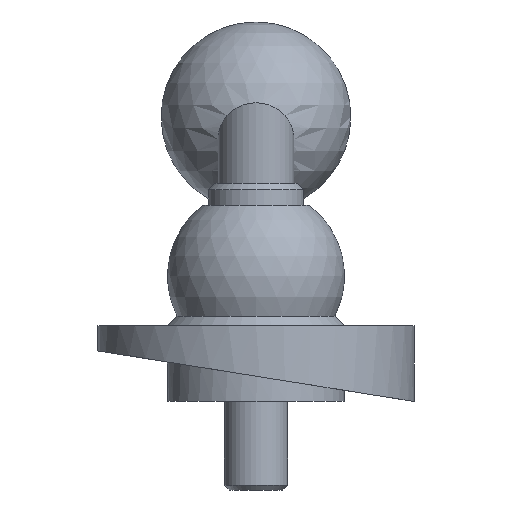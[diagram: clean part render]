
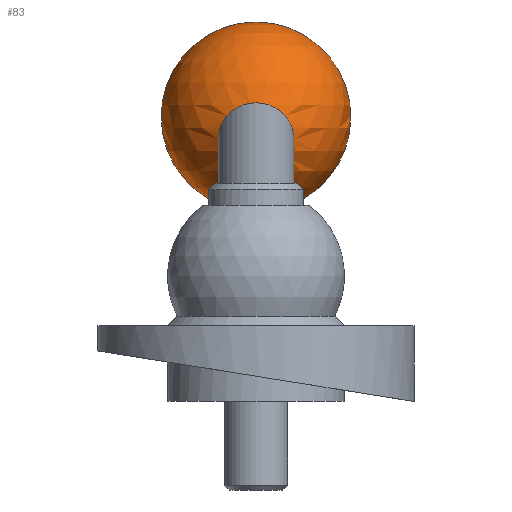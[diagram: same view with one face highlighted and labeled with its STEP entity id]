
A CAD part, front view. The second image highlights one B-rep face of the part: STEP entity #83.
In plain terms, the highlighted spherical face has radius 15 mm.
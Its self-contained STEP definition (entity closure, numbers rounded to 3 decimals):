
#83=ADVANCED_FACE('',(#175,#176),#177,.T.);
#175=FACE_OUTER_BOUND('',#273,.T.);
#176=FACE_BOUND('',#274,.T.);
#177=SPHERICAL_SURFACE('',#275,15.0);
#273=EDGE_LOOP('',(#441,#442));
#274=EDGE_LOOP('',(#443,#444));
#275=AXIS2_PLACEMENT_3D('',#445,#446,#447);
#441=ORIENTED_EDGE('',*,*,#580,.T.);
#442=ORIENTED_EDGE('',*,*,#581,.T.);
#443=ORIENTED_EDGE('',*,*,#578,.F.);
#444=ORIENTED_EDGE('',*,*,#603,.F.);
#445=CARTESIAN_POINT('',(0.0,94.0,44.992));
#446=DIRECTION('',(0.0,0.0,1.0));
#447=DIRECTION('',(1.0,0.0,0.0));
#578=EDGE_CURVE('',#687,#685,#689,.T.);
#580=EDGE_CURVE('',#691,#692,#693,.T.);
#581=EDGE_CURVE('',#692,#691,#694,.T.);
#603=EDGE_CURVE('',#685,#687,#724,.T.);
#685=VERTEX_POINT('',#818);
#687=VERTEX_POINT('',#821);
#689=CIRCLE('',#824,6.0);
#691=VERTEX_POINT('',#826);
#692=VERTEX_POINT('',#827);
#693=CIRCLE('',#828,15.0);
#694=CIRCLE('',#829,15.0);
#724=CIRCLE('',#865,6.0);
#818=CARTESIAN_POINT('',(6.0,80.721,41.434));
#821=CARTESIAN_POINT('',(-6.0,80.721,41.434));
#824=AXIS2_PLACEMENT_3D('',#947,#948,#949);
#826=CARTESIAN_POINT('',(0.,94.0,29.992));
#827=CARTESIAN_POINT('',(0.0,94.0,59.992));
#828=AXIS2_PLACEMENT_3D('',#950,#951,#952);
#829=AXIS2_PLACEMENT_3D('',#953,#954,#955);
#865=AXIS2_PLACEMENT_3D('',#986,#987,#988);
#947=CARTESIAN_POINT('',(0.0,80.721,41.434));
#948=DIRECTION('',(0.0,-0.966,-0.259));
#949=DIRECTION('',(1.0,0.0,0.0));
#950=CARTESIAN_POINT('',(0.0,94.0,44.992));
#951=DIRECTION('',(0.0,-1.0,0.0));
#952=DIRECTION('',(0.0,0.0,1.0));
#953=CARTESIAN_POINT('',(0.0,94.0,44.992));
#954=DIRECTION('',(0.0,-1.0,0.0));
#955=DIRECTION('',(0.0,0.0,1.0));
#986=CARTESIAN_POINT('',(0.0,80.721,41.434));
#987=DIRECTION('',(0.0,-0.966,-0.259));
#988=DIRECTION('',(1.0,0.0,0.0));
